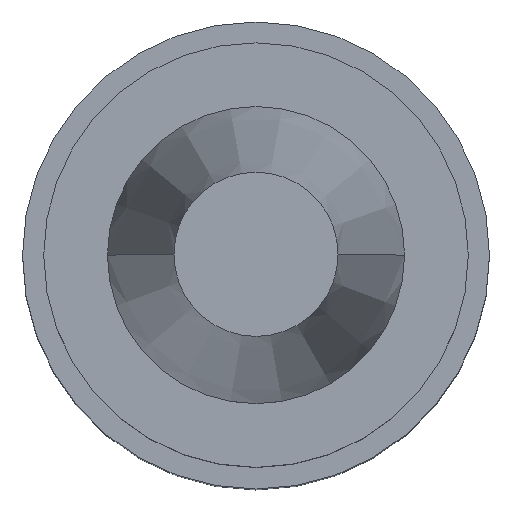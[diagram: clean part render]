
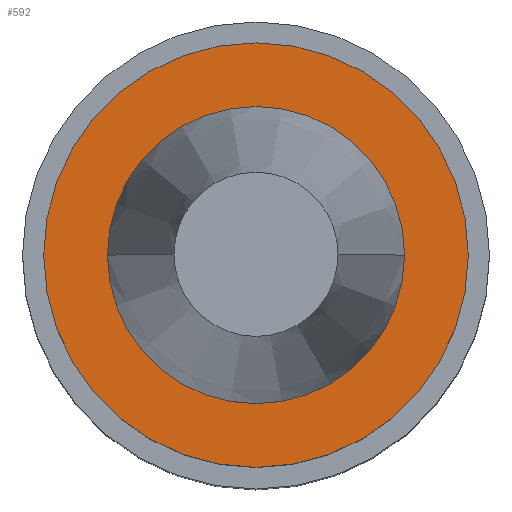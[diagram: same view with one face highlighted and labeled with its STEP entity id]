
A CAD part, top view. The second image highlights one B-rep face of the part: STEP entity #592.
In plain terms, the highlighted planar face has unit normal (0, 0, 1).
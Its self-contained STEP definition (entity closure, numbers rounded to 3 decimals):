
#12 = FACE_BOUND ( 'NONE', #132, .T. ) ;
#41 = DIRECTION ( 'NONE',  ( 0., 0., 1. ) ) ;
#48 = EDGE_CURVE ( 'NONE', #200, #129, #564, .T. ) ;
#119 = AXIS2_PLACEMENT_3D ( 'NONE', #692, #41, #169 ) ;
#129 = VERTEX_POINT ( 'NONE', #419 ) ;
#132 = EDGE_LOOP ( 'NONE', ( #517, #618 ) ) ;
#142 = AXIS2_PLACEMENT_3D ( 'NONE', #503, #717, #778 ) ;
#146 = PLANE ( 'NONE',  #819 ) ;
#151 = CARTESIAN_POINT ( 'NONE',  ( 22.225, 0., -1. ) ) ;
#160 = DIRECTION ( 'NONE',  ( 0., 0., 1. ) ) ;
#164 = CARTESIAN_POINT ( 'NONE',  ( -22.225, 0., -1. ) ) ;
#167 = DIRECTION ( 'NONE',  ( 0., 0., 1. ) ) ;
#169 = DIRECTION ( 'NONE',  ( 1., 0., 0. ) ) ;
#200 = VERTEX_POINT ( 'NONE', #348 ) ;
#206 = CARTESIAN_POINT ( 'NONE',  ( 0., 31.75, -1. ) ) ;
#347 = DIRECTION ( 'NONE',  ( -1., 0., 0. ) ) ;
#348 = CARTESIAN_POINT ( 'NONE',  ( -31.75, 0., -1. ) ) ;
#391 = DIRECTION ( 'NONE',  ( 0., 0., -1. ) ) ;
#419 = CARTESIAN_POINT ( 'NONE',  ( 31.75, 0., -1. ) ) ;
#475 = CIRCLE ( 'NONE', #119, 31.75 ) ;
#503 = CARTESIAN_POINT ( 'NONE',  ( 0., 0., -1. ) ) ;
#507 = EDGE_CURVE ( 'NONE', #671, #783, #586, .T. ) ;
#517 = ORIENTED_EDGE ( 'NONE', *, *, #507, .F. ) ;
#524 = FACE_OUTER_BOUND ( 'NONE', #740, .T. ) ;
#564 = CIRCLE ( 'NONE', #705, 31.75 ) ;
#579 = ORIENTED_EDGE ( 'NONE', *, *, #48, .T. ) ;
#586 = CIRCLE ( 'NONE', #142, 22.225 ) ;
#592 = ADVANCED_FACE ( 'NONE', ( #12, #524 ), #146, .F. ) ;
#618 = ORIENTED_EDGE ( 'NONE', *, *, #842, .F. ) ;
#623 = DIRECTION ( 'NONE',  ( 1., 0., 0. ) ) ;
#630 = CIRCLE ( 'NONE', #816, 22.225 ) ;
#671 = VERTEX_POINT ( 'NONE', #151 ) ;
#686 = DIRECTION ( 'NONE',  ( 1., 0., 0. ) ) ;
#692 = CARTESIAN_POINT ( 'NONE',  ( 0., 0., -1. ) ) ;
#705 = AXIS2_PLACEMENT_3D ( 'NONE', #768, #167, #623 ) ;
#717 = DIRECTION ( 'NONE',  ( 0., 0., 1. ) ) ;
#740 = EDGE_LOOP ( 'NONE', ( #754, #579 ) ) ;
#750 = CARTESIAN_POINT ( 'NONE',  ( 0., 0., -1. ) ) ;
#751 = EDGE_CURVE ( 'NONE', #129, #200, #475, .T. ) ;
#754 = ORIENTED_EDGE ( 'NONE', *, *, #751, .T. ) ;
#768 = CARTESIAN_POINT ( 'NONE',  ( 0., 0., -1. ) ) ;
#778 = DIRECTION ( 'NONE',  ( 1., 0., 0. ) ) ;
#783 = VERTEX_POINT ( 'NONE', #164 ) ;
#816 = AXIS2_PLACEMENT_3D ( 'NONE', #750, #160, #686 ) ;
#819 = AXIS2_PLACEMENT_3D ( 'NONE', #206, #391, #347 ) ;
#842 = EDGE_CURVE ( 'NONE', #783, #671, #630, .T. ) ;
